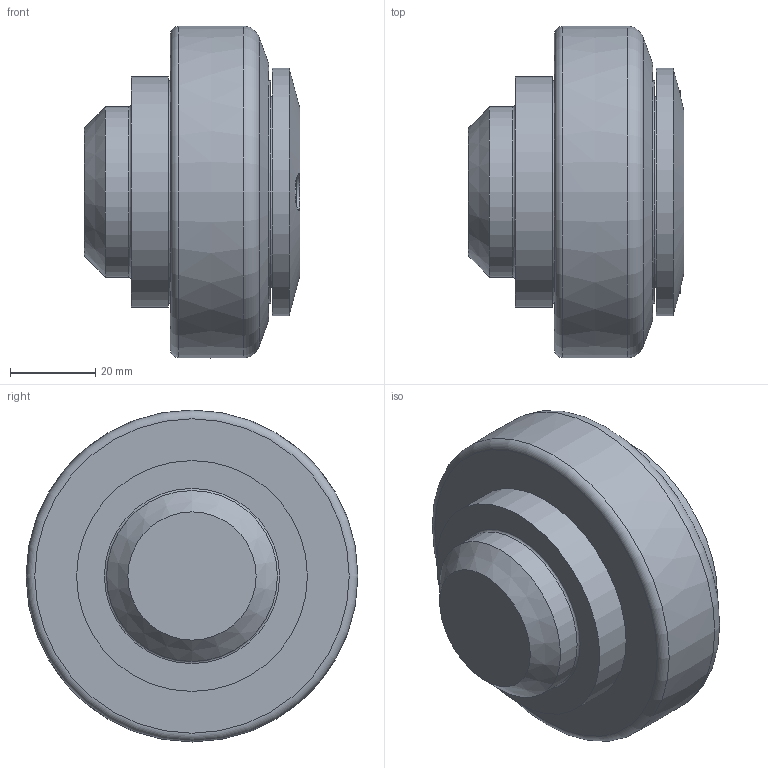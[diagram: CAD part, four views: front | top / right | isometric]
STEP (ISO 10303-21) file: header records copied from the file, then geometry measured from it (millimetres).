
FILE_DESCRIPTION(/* description */ ('-'),/* implementation_level */ '2;1');
FILE_NAME(/* name */ 'ALFATEC_TR080-0380.stp',/* time_stamp */ '2021-02-02T11:20:26+01:00',/* author */ ('kstaebler'),/* organization */ (''),/* preprocessor_version */ 'ST-DEVELOPER v18.1',/* originating_system */ 'Autodesk Inventor 2020',/* authorisation */ '');
FILE_SCHEMA (('AUTOMOTIVE_DESIGN { 1 0 10303 214 3 1 1 }'));
Length unit declared in the file: millimetre
Products named in the file (1): TR 080.0380_Kontur
Bounding box: 50.5 x 77.69 x 77.7 mm (x, y, z)
Volume: 139884.1 mm3; surface area: 32729.5 mm2
Topology: 1 solids, 1 shells, 109 faces, 301 edges, 214 vertices
Faces by surface type: cylinder 49, plane 47, cone 7, torus 5, bspline 1
Full cylindrical faces by diameter (mm): 3 x2, 8.4 x2, 8.6 x2, 40 x1, 46 x1, 46.2 x1, 52 x2, 52.5 x3, 54 x1, 55 x1, 56.5 x3, 58 x1, 58.8 x2, 62.5 x1
Entity records: 3965 total; most frequent: CARTESIAN_POINT 829, DIRECTION 667, ORIENTED_EDGE 602, EDGE_CURVE 301, AXIS2_PLACEMENT_3D 270, VERTEX_POINT 214, CIRCLE 161, EDGE_LOOP 129
